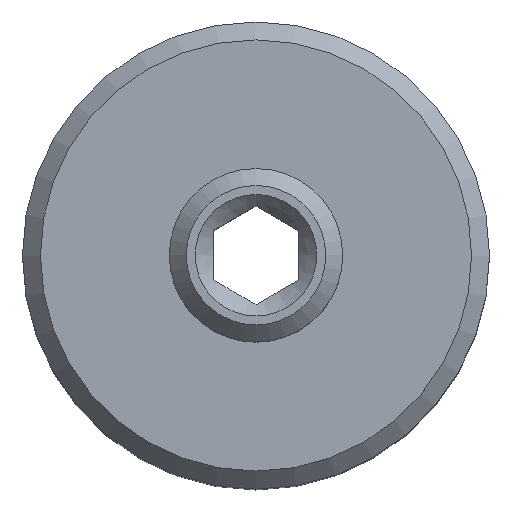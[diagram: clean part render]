
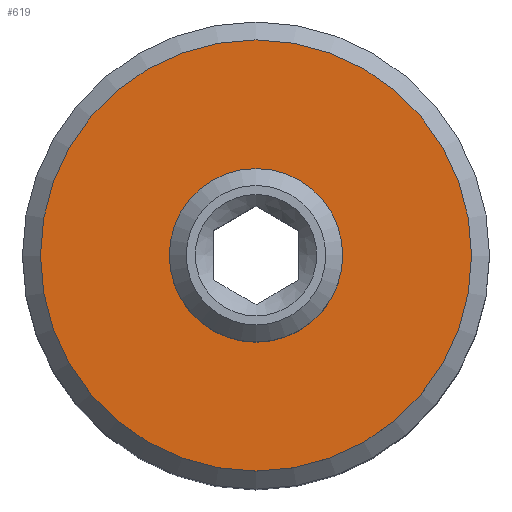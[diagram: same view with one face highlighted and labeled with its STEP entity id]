
A CAD part, top view. The second image highlights one B-rep face of the part: STEP entity #619.
In plain terms, the highlighted planar face has unit normal (0, 0, 1).
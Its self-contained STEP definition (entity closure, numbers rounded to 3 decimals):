
#48=CIRCLE('',#640,2.413);
#66=CIRCLE('',#676,6.);
#121=ORIENTED_EDGE('',*,*,#168,.F.);
#122=ORIENTED_EDGE('',*,*,#186,.T.);
#168=EDGE_CURVE('',#210,#210,#48,.T.);
#186=EDGE_CURVE('',#228,#228,#66,.T.);
#210=VERTEX_POINT('',#872);
#228=VERTEX_POINT('',#926);
#297=EDGE_LOOP('',(#121));
#298=EDGE_LOOP('',(#122));
#353=FACE_BOUND('',#297,.T.);
#354=FACE_BOUND('',#298,.T.);
#372=PLANE('',#677);
#619=ADVANCED_FACE('',(#353,#354),#372,.F.);
#640=AXIS2_PLACEMENT_3D('',#871,#709,#710);
#676=AXIS2_PLACEMENT_3D('',#925,#781,#782);
#677=AXIS2_PLACEMENT_3D('',#927,#783,#784);
#709=DIRECTION('',(0.,0.,1.));
#710=DIRECTION('',(1.,0.,0.));
#781=DIRECTION('',(0.,0.,1.));
#782=DIRECTION('',(1.,0.,0.));
#783=DIRECTION('',(0.,0.,-1.));
#784=DIRECTION('',(-1.,0.,0.));
#871=CARTESIAN_POINT('',(0.,0.,0.));
#872=CARTESIAN_POINT('',(2.413,0.,0.));
#925=CARTESIAN_POINT('',(0.,0.,0.));
#926=CARTESIAN_POINT('',(6.,0.,0.));
#927=CARTESIAN_POINT('',(6.,0.,0.));
